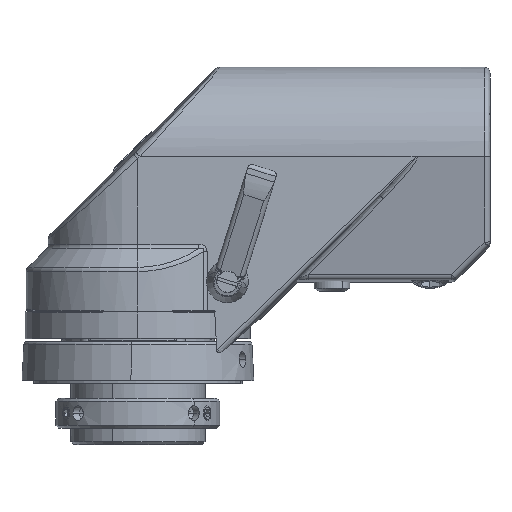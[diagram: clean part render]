
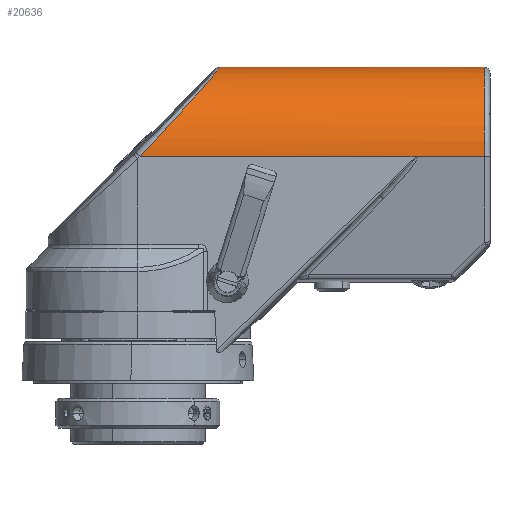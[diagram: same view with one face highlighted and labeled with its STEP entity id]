
A CAD part, top view. The second image highlights one B-rep face of the part: STEP entity #20636.
In plain terms, the highlighted cylindrical face has radius 30 mm (diameter 60 mm), a partial arc.
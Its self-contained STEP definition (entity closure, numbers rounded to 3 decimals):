
#20137 = VERTEX_POINT ( 'NONE', #22466 ) ;
#20139 = EDGE_CURVE ( 'NONE', #20137, #20140, #22448, .T. ) ;
#20140 = VERTEX_POINT ( 'NONE', #22442 ) ;
#20356 = EDGE_CURVE ( 'NONE', #20358, #20401, #23307, .T. ) ;
#20358 = VERTEX_POINT ( 'NONE', #23300 ) ;
#20401 = VERTEX_POINT ( 'NONE', #23403 ) ;
#20602 = ORIENTED_EDGE ( 'NONE', *, *, #20603, .T. ) ;
#20603 = EDGE_CURVE ( 'NONE', #20643, #20358, #24665, .T. ) ;
#20605 = ORIENTED_EDGE ( 'NONE', *, *, #20356, .T. ) ;
#20607 = ORIENTED_EDGE ( 'NONE', *, *, #20609, .T. ) ;
#20609 = EDGE_CURVE ( 'NONE', #20401, #20611, #24657, .T. ) ;
#20611 = VERTEX_POINT ( 'NONE', #24652 ) ;
#20613 = ORIENTED_EDGE ( 'NONE', *, *, #20615, .T. ) ;
#20615 = EDGE_CURVE ( 'NONE', #20611, #20140, #24627, .T. ) ;
#20616 = ORIENTED_EDGE ( 'NONE', *, *, #20139, .F. ) ;
#20636 = ADVANCED_FACE ( 'NONE', ( #24702 ), #24700, .T. ) ;
#20637 = EDGE_LOOP ( 'NONE', ( #20638, #20641, #20602, #20605, #20607, #20613, #20616 ) ) ;
#20638 = ORIENTED_EDGE ( 'NONE', *, *, #20639, .F. ) ;
#20639 = EDGE_CURVE ( 'NONE', #20640, #20137, #24795, .T. ) ;
#20640 = VERTEX_POINT ( 'NONE', #24789 ) ;
#20641 = ORIENTED_EDGE ( 'NONE', *, *, #20642, .T. ) ;
#20642 = EDGE_CURVE ( 'NONE', #20640, #20643, #24782, .T. ) ;
#20643 = VERTEX_POINT ( 'NONE', #24774 ) ;
#22442 = CARTESIAN_POINT ( 'NONE',  ( 0.718, 52., 30. ) ) ;
#22444 = DIRECTION ( 'NONE',  ( -1., 0., 0. ) ) ;
#22445 = VECTOR ( 'NONE', #22444, 1000. ) ;
#22446 = CARTESIAN_POINT ( 'NONE',  ( 118., 52., 30. ) ) ;
#22448 = LINE ( 'NONE', #22446, #22445 ) ;
#22466 = CARTESIAN_POINT ( 'NONE',  ( 93.54, 52., 30. ) ) ;
#23300 = CARTESIAN_POINT ( 'NONE',  ( 93.424, 52., -30. ) ) ;
#23302 = DIRECTION ( 'NONE',  ( -1., 0., 0. ) ) ;
#23303 = VECTOR ( 'NONE', #23302, 1000. ) ;
#23305 = CARTESIAN_POINT ( 'NONE',  ( 118., 52., -30. ) ) ;
#23307 = LINE ( 'NONE', #23305, #23303 ) ;
#23403 = CARTESIAN_POINT ( 'NONE',  ( 0.718, 52., -30. ) ) ;
#24627 =( BOUNDED_CURVE ( )  B_SPLINE_CURVE ( 3, ( #24738, #24736, #24734, #24732 ),
 .UNSPECIFIED., .F., .T. ) 
 B_SPLINE_CURVE_WITH_KNOTS ( ( 4, 4 ),
 ( 3.092, 4.663 ),
 .UNSPECIFIED. ) 
 CURVE ( )  GEOMETRIC_REPRESENTATION_ITEM ( )  RATIONAL_B_SPLINE_CURVE ( ( 1., 0.805, 0.805, 1. ) ) 
 REPRESENTATION_ITEM ( '' )  );
#24638 = CARTESIAN_POINT ( 'NONE',  ( 27.335, 82., 0. ) ) ;
#24640 = CARTESIAN_POINT ( 'NONE',  ( 28.145, 82., -17.574 ) ) ;
#24641 = CARTESIAN_POINT ( 'NONE',  ( 17.12, 69.574, -30. ) ) ;
#24643 = CARTESIAN_POINT ( 'NONE',  ( 0.718, 52., -30. ) ) ;
#24652 = CARTESIAN_POINT ( 'NONE',  ( 27.335, 82., 0. ) ) ;
#24657 =( BOUNDED_CURVE ( )  B_SPLINE_CURVE ( 3, ( #24643, #24641, #24640, #24638 ),
 .UNSPECIFIED., .F., .T. ) 
 B_SPLINE_CURVE_WITH_KNOTS ( ( 4, 4 ),
 ( 1.62, 3.191 ),
 .UNSPECIFIED. ) 
 CURVE ( )  GEOMETRIC_REPRESENTATION_ITEM ( )  RATIONAL_B_SPLINE_CURVE ( ( 1., 0.805, 0.805, 1. ) ) 
 REPRESENTATION_ITEM ( '' )  );
#24660 = DIRECTION ( 'NONE',  ( -1., 0., 0. ) ) ;
#24662 = VECTOR ( 'NONE', #24660, 1000. ) ;
#24664 = CARTESIAN_POINT ( 'NONE',  ( 118., 52., -30. ) ) ;
#24665 = LINE ( 'NONE', #24664, #24662 ) ;
#24700 = CYLINDRICAL_SURFACE ( 'NONE', #24809, 30. ) ;
#24702 = FACE_OUTER_BOUND ( 'NONE', #20637, .T. ) ;
#24732 = CARTESIAN_POINT ( 'NONE',  ( 0.718, 52., 30. ) ) ;
#24734 = CARTESIAN_POINT ( 'NONE',  ( 17.12, 69.574, 30. ) ) ;
#24736 = CARTESIAN_POINT ( 'NONE',  ( 28.145, 82., 17.574 ) ) ;
#24738 = CARTESIAN_POINT ( 'NONE',  ( 27.335, 82., 0. ) ) ;
#24774 = CARTESIAN_POINT ( 'NONE',  ( 116., 52., -30. ) ) ;
#24776 = DIRECTION ( 'NONE',  ( 0., 0., 1. ) ) ;
#24777 = DIRECTION ( 'NONE',  ( -1., 0., 0. ) ) ;
#24779 = CARTESIAN_POINT ( 'NONE',  ( 116., 52., 0. ) ) ;
#24781 = AXIS2_PLACEMENT_3D ( 'NONE', #24779, #24777, #24776 ) ;
#24782 = CIRCLE ( 'NONE', #24781, 30. ) ;
#24789 = CARTESIAN_POINT ( 'NONE',  ( 116., 52., 30. ) ) ;
#24791 = DIRECTION ( 'NONE',  ( -1., 0., 0. ) ) ;
#24792 = VECTOR ( 'NONE', #24791, 1000. ) ;
#24794 = CARTESIAN_POINT ( 'NONE',  ( 118., 52., 30. ) ) ;
#24795 = LINE ( 'NONE', #24794, #24792 ) ;
#24798 = DIRECTION ( 'NONE',  ( 0., 0., 1. ) ) ;
#24800 = DIRECTION ( 'NONE',  ( -1., 0., 0. ) ) ;
#24802 = CARTESIAN_POINT ( 'NONE',  ( 118., 52., 0. ) ) ;
#24809 = AXIS2_PLACEMENT_3D ( 'NONE', #24802, #24800, #24798 ) ;
